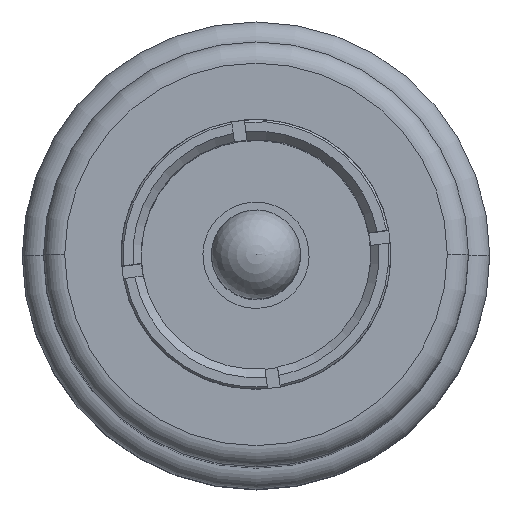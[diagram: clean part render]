
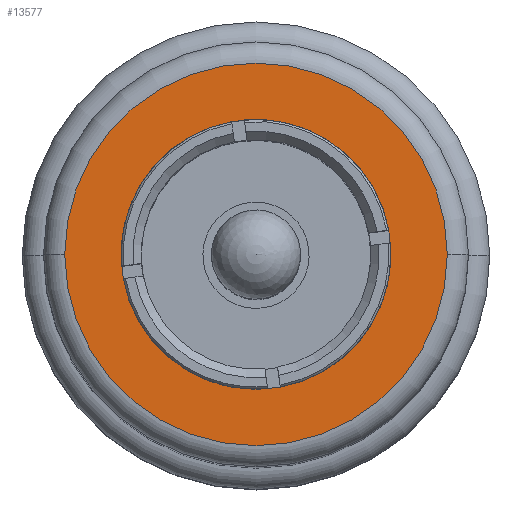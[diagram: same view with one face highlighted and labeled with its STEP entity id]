
A CAD part, top view. The second image highlights one B-rep face of the part: STEP entity #13577.
In plain terms, the highlighted face is planar.
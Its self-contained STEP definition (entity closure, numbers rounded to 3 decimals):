
#232 = FACE_OUTER_BOUND ( 'NONE', #25121, .T. ) ;
#517 = VERTEX_POINT ( 'NONE', #21805 ) ;
#816 = AXIS2_PLACEMENT_3D ( 'NONE', #6001, #6273, #4422 ) ;
#1645 = CARTESIAN_POINT ( 'NONE',  ( 0., 0., -4.5 ) ) ;
#1860 = ORIENTED_EDGE ( 'NONE', *, *, #3058, .T. ) ;
#2308 = VERTEX_POINT ( 'NONE', #1645 ) ;
#2870 = AXIS2_PLACEMENT_3D ( 'NONE', #7250, #4959, #24250 ) ;
#3026 = CARTESIAN_POINT ( 'NONE',  ( 0., 0., -3.175 ) ) ;
#3058 = EDGE_CURVE ( 'NONE', #8027, #2308, #22832, .T. ) ;
#3158 = AXIS2_PLACEMENT_3D ( 'NONE', #5055, #13423, #9212 ) ;
#4422 = DIRECTION ( 'NONE',  ( 0., 0., -1. ) ) ;
#4959 = DIRECTION ( 'NONE',  ( 0., 1., 0. ) ) ;
#5055 = CARTESIAN_POINT ( 'NONE',  ( 0., 0., 0. ) ) ;
#5071 = CARTESIAN_POINT ( 'NONE',  ( 0., 0., 0. ) ) ;
#5756 = EDGE_CURVE ( 'NONE', #2308, #8027, #20042, .T. ) ;
#6001 = CARTESIAN_POINT ( 'NONE',  ( 0., 0., 0. ) ) ;
#6273 = DIRECTION ( 'NONE',  ( 0., -1., 0. ) ) ;
#6371 = AXIS2_PLACEMENT_3D ( 'NONE', #13098, #6844, #21605 ) ;
#6844 = DIRECTION ( 'NONE',  ( 0., 1., 0. ) ) ;
#7250 = CARTESIAN_POINT ( 'NONE',  ( 0., 0., 0. ) ) ;
#7503 = AXIS2_PLACEMENT_3D ( 'NONE', #5071, #15565, #9322 ) ;
#8027 = VERTEX_POINT ( 'NONE', #12459 ) ;
#9212 = DIRECTION ( 'NONE',  ( 0., 0., 1. ) ) ;
#9322 = DIRECTION ( 'NONE',  ( 0., 0., -1. ) ) ;
#9440 = ORIENTED_EDGE ( 'NONE', *, *, #12963, .F. ) ;
#12459 = CARTESIAN_POINT ( 'NONE',  ( 0., 0., 4.5 ) ) ;
#12948 = VERTEX_POINT ( 'NONE', #3026 ) ;
#12963 = EDGE_CURVE ( 'NONE', #12948, #517, #22646, .T. ) ;
#13098 = CARTESIAN_POINT ( 'NONE',  ( 0., 0., 0. ) ) ;
#13423 = DIRECTION ( 'NONE',  ( 0., 1., 0. ) ) ;
#13577 = ADVANCED_FACE ( 'NONE', ( #13699, #232 ), #20271, .F. ) ;
#13626 = ORIENTED_EDGE ( 'NONE', *, *, #24884, .F. ) ;
#13699 = FACE_BOUND ( 'NONE', #14185, .T. ) ;
#14185 = EDGE_LOOP ( 'NONE', ( #13626, #9440 ) ) ;
#15565 = DIRECTION ( 'NONE',  ( 0., 1., 0. ) ) ;
#15995 = CIRCLE ( 'NONE', #3158, 3.175 ) ;
#20042 = CIRCLE ( 'NONE', #7503, 4.5 ) ;
#20271 = PLANE ( 'NONE',  #816 ) ;
#21605 = DIRECTION ( 'NONE',  ( 0., 0., -1. ) ) ;
#21805 = CARTESIAN_POINT ( 'NONE',  ( 0., 0., 3.175 ) ) ;
#22646 = CIRCLE ( 'NONE', #2870, 3.175 ) ;
#22832 = CIRCLE ( 'NONE', #6371, 4.5 ) ;
#24116 = ORIENTED_EDGE ( 'NONE', *, *, #5756, .T. ) ;
#24250 = DIRECTION ( 'NONE',  ( 0., 0., 1. ) ) ;
#24884 = EDGE_CURVE ( 'NONE', #517, #12948, #15995, .T. ) ;
#25121 = EDGE_LOOP ( 'NONE', ( #24116, #1860 ) ) ;
